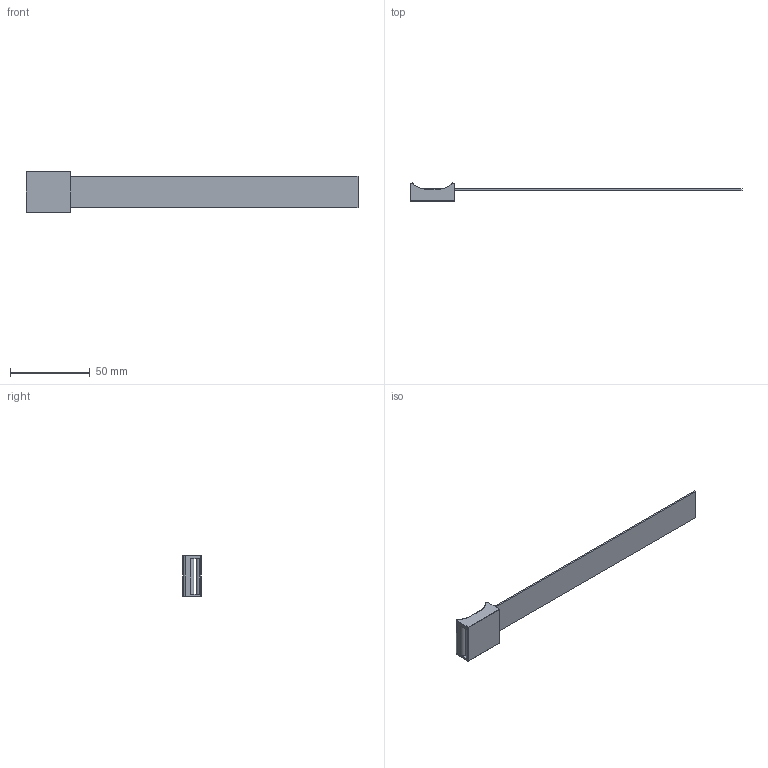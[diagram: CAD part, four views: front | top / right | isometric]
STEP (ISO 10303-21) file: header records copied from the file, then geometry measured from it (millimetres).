
FILE_DESCRIPTION (( 'STEP AP214' ), '1' );
FILE_NAME ('3011-364-180.STEP', '2020-10-30T07:53:32', ( '' ), ( '' ), 'SwSTEP 2.0', 'SolidWorks 2020', '' );
FILE_SCHEMA (( 'AUTOMOTIVE_DESIGN' ));
Length unit declared in the file: millimetre
Products named in the file (1): 3011-364-180
Bounding box: 208 x 11.29 x 26 mm (x, y, z)
Volume: 9015.1 mm3; surface area: 11347.5 mm2
Topology: 2 solids, 2 shells, 56 faces, 133 edges, 78 vertices
Faces by surface type: cylinder 21, plane 17, bspline 16, cone 2
Entity records: 2487 total; most frequent: CARTESIAN_POINT 635, ORIENTED_EDGE 258, DIRECTION 237, EDGE_CURVE 129, AXIS2_PLACEMENT_3D 89, VERTEX_POINT 78, EDGE_LOOP 61, UNCERTAINTY_MEASURE_WITH_UNIT 60
